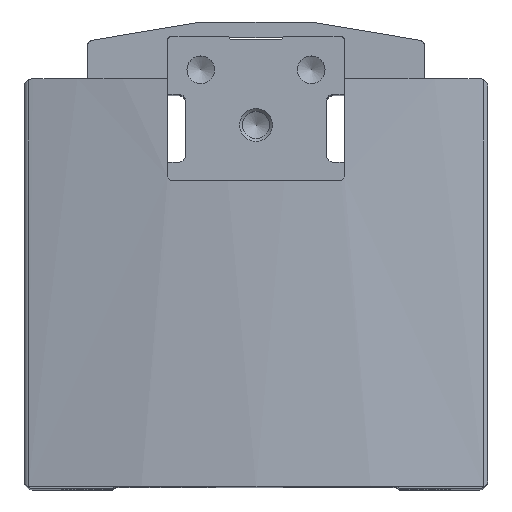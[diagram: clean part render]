
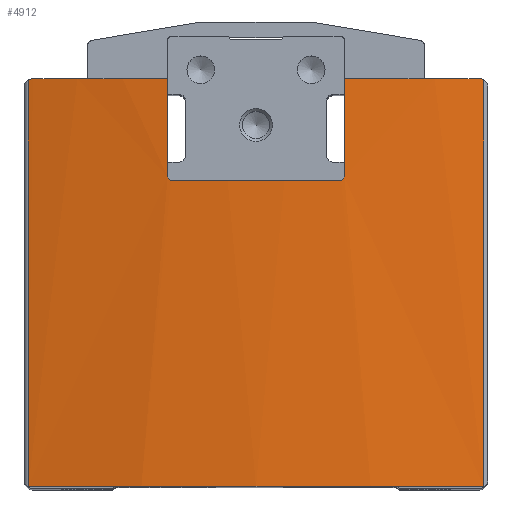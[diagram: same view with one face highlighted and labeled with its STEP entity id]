
A CAD part, top view. The second image highlights one B-rep face of the part: STEP entity #4912.
In plain terms, the highlighted cylindrical face has radius 90 mm (diameter 180 mm), a partial arc.
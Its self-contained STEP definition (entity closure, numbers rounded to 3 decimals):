
#133=ELLIPSE('',#5232,127.279,90.);
#134=ELLIPSE('',#5234,127.279,90.);
#196=LINE('',#7222,#450);
#197=LINE('',#7231,#451);
#198=LINE('',#7239,#452);
#199=LINE('',#7242,#453);
#450=VECTOR('',#5829,1000.);
#451=VECTOR('',#5832,1000.);
#452=VECTOR('',#5839,1000.);
#453=VECTOR('',#5842,1000.);
#762=B_SPLINE_CURVE_WITH_KNOTS('',3,(#6953,#6954,#6955,#6956),
 .UNSPECIFIED.,.F.,.F.,(4,4),(0.,0.),
 .UNSPECIFIED.);
#778=B_SPLINE_CURVE_WITH_KNOTS('',3,(#7224,#7225,#7226,#7227),
 .UNSPECIFIED.,.F.,.F.,(4,4),(0.,0.),
 .UNSPECIFIED.);
#934=ORIENTED_EDGE('',*,*,#1919,.F.);
#935=ORIENTED_EDGE('',*,*,#1920,.F.);
#936=ORIENTED_EDGE('',*,*,#1921,.T.);
#937=ORIENTED_EDGE('',*,*,#1922,.F.);
#938=ORIENTED_EDGE('',*,*,#1923,.F.);
#939=ORIENTED_EDGE('',*,*,#1924,.F.);
#940=ORIENTED_EDGE('',*,*,#1925,.F.);
#941=ORIENTED_EDGE('',*,*,#1926,.F.);
#942=ORIENTED_EDGE('',*,*,#1927,.F.);
#943=ORIENTED_EDGE('',*,*,#1928,.F.);
#944=ORIENTED_EDGE('',*,*,#1819,.T.);
#945=ORIENTED_EDGE('',*,*,#1929,.T.);
#1819=EDGE_CURVE('',#2316,#2317,#762,.T.);
#1919=EDGE_CURVE('',#2404,#2405,#2721,.T.);
#1920=EDGE_CURVE('',#2406,#2404,#196,.T.);
#1921=EDGE_CURVE('',#2406,#2407,#778,.T.);
#1922=EDGE_CURVE('',#2408,#2407,#2722,.T.);
#1923=EDGE_CURVE('',#2409,#2408,#197,.F.);
#1924=EDGE_CURVE('',#2410,#2409,#133,.T.);
#1925=EDGE_CURVE('',#2411,#2410,#2723,.T.);
#1926=EDGE_CURVE('',#2412,#2411,#134,.T.);
#1927=EDGE_CURVE('',#2413,#2412,#198,.T.);
#1928=EDGE_CURVE('',#2316,#2413,#2724,.T.);
#1929=EDGE_CURVE('',#2317,#2405,#199,.T.);
#2316=VERTEX_POINT('',#6946);
#2317=VERTEX_POINT('',#6952);
#2404=VERTEX_POINT('',#7220);
#2405=VERTEX_POINT('',#7221);
#2406=VERTEX_POINT('',#7223);
#2407=VERTEX_POINT('',#7228);
#2408=VERTEX_POINT('',#7230);
#2409=VERTEX_POINT('',#7232);
#2410=VERTEX_POINT('',#7234);
#2411=VERTEX_POINT('',#7236);
#2412=VERTEX_POINT('',#7238);
#2413=VERTEX_POINT('',#7240);
#2721=CIRCLE('',#5230,90.);
#2722=CIRCLE('',#5231,90.);
#2723=CIRCLE('',#5233,90.);
#2724=CIRCLE('',#5235,90.);
#2919=EDGE_LOOP('',(#934,#935,#936,#937,#938,#939,#940,#941,#942,#943,#944,
#945));
#3301=FACE_BOUND('',#2919,.T.);
#3677=CYLINDRICAL_SURFACE('',#5229,90.);
#4912=ADVANCED_FACE('',(#3301),#3677,.T.);
#5229=AXIS2_PLACEMENT_3D('',#7218,#5825,#5826);
#5230=AXIS2_PLACEMENT_3D('',#7219,#5827,#5828);
#5231=AXIS2_PLACEMENT_3D('',#7229,#5830,#5831);
#5232=AXIS2_PLACEMENT_3D('',#7233,#5833,#5834);
#5233=AXIS2_PLACEMENT_3D('',#7235,#5835,#5836);
#5234=AXIS2_PLACEMENT_3D('',#7237,#5837,#5838);
#5235=AXIS2_PLACEMENT_3D('',#7241,#5840,#5841);
#5825=DIRECTION('',(0.,-1.,0.));
#5826=DIRECTION('',(0.,0.,-1.));
#5827=DIRECTION('',(0.,-1.,0.));
#5828=DIRECTION('',(0.,0.,-1.));
#5829=DIRECTION('',(0.,-1.,0.));
#5830=DIRECTION('',(0.,1.,0.));
#5831=DIRECTION('',(1.,0.,0.));
#5832=DIRECTION('',(0.,-1.,0.));
#5833=DIRECTION('',(-0.707,0.707,0.));
#5834=DIRECTION('',(-0.707,-0.707,0.));
#5835=DIRECTION('',(0.,1.,0.));
#5836=DIRECTION('',(0.,0.,1.));
#5837=DIRECTION('',(0.707,0.707,0.));
#5838=DIRECTION('',(0.707,-0.707,0.));
#5839=DIRECTION('',(0.,-1.,0.));
#5840=DIRECTION('',(0.,1.,0.));
#5841=DIRECTION('',(1.,0.,0.));
#5842=DIRECTION('',(0.,-1.,0.));
#6946=CARTESIAN_POINT('',(-20.2,37.1,40.704));
#6952=CARTESIAN_POINT('',(-20.615,36.984,40.607));
#6953=CARTESIAN_POINT('',(-20.2,37.1,40.704));
#6954=CARTESIAN_POINT('',(-20.346,37.1,40.67));
#6955=CARTESIAN_POINT('',(-20.489,37.06,40.637));
#6956=CARTESIAN_POINT('',(-20.615,36.984,40.607));
#7218=CARTESIAN_POINT('',(0.,37.1,-47.));
#7219=CARTESIAN_POINT('',(0.,0.2,-47.));
#7220=CARTESIAN_POINT('',(20.615,0.2,40.607));
#7221=CARTESIAN_POINT('',(-20.615,0.2,40.607));
#7222=CARTESIAN_POINT('',(20.615,37.1,40.607));
#7223=CARTESIAN_POINT('',(20.615,36.984,40.607));
#7224=CARTESIAN_POINT('',(20.615,36.984,40.607));
#7225=CARTESIAN_POINT('',(20.489,37.06,40.637));
#7226=CARTESIAN_POINT('',(20.346,37.1,40.67));
#7227=CARTESIAN_POINT('',(20.2,37.1,40.704));
#7228=CARTESIAN_POINT('',(20.2,37.1,40.704));
#7229=CARTESIAN_POINT('',(0.,37.1,-47.));
#7230=CARTESIAN_POINT('',(8.,37.1,42.644));
#7231=CARTESIAN_POINT('',(8.,37.1,42.644));
#7232=CARTESIAN_POINT('',(8.,28.2,42.644));
#7233=CARTESIAN_POINT('',(0.,20.2,-47.));
#7234=CARTESIAN_POINT('',(7.7,27.9,42.67));
#7235=CARTESIAN_POINT('',(0.,27.9,-47.));
#7236=CARTESIAN_POINT('',(-7.7,27.9,42.67));
#7237=CARTESIAN_POINT('',(0.,20.2,-47.));
#7238=CARTESIAN_POINT('',(-8.,28.2,42.644));
#7239=CARTESIAN_POINT('',(-8.,37.1,42.644));
#7240=CARTESIAN_POINT('',(-8.,37.1,42.644));
#7241=CARTESIAN_POINT('',(0.,37.1,-47.));
#7242=CARTESIAN_POINT('',(-20.615,37.1,40.607));
